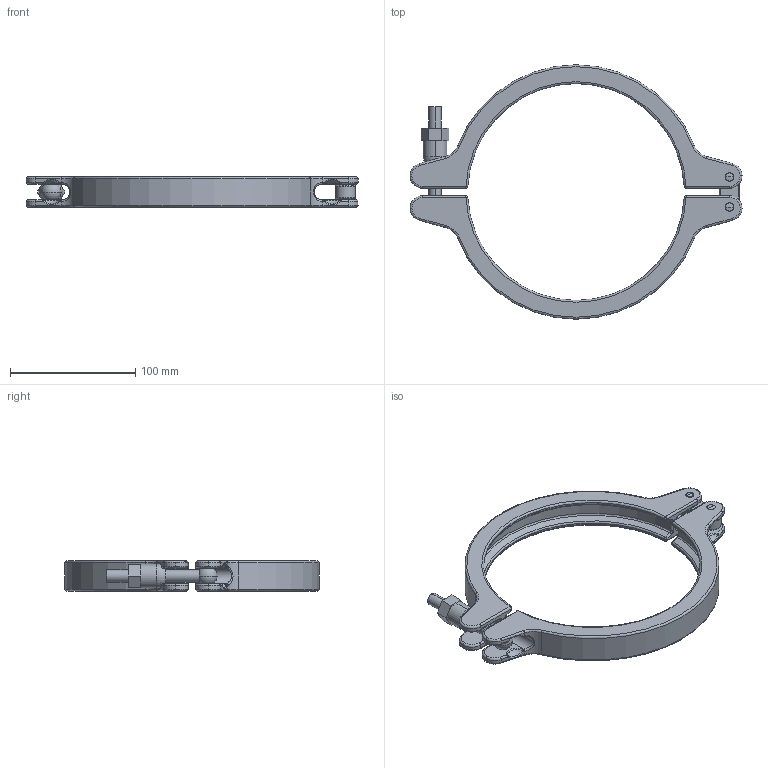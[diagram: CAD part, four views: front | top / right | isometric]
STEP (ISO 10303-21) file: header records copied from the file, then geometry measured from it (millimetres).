
FILE_DESCRIPTION (( 'STEP AP214' ), '1' );
FILE_NAME ('CL.SAFX.0658 BLOCK.STEP', '2020-02-26T10:44:29', ( '' ), ( '' ), 'SwSTEP 2.0', 'SolidWorks 2019', '' );
FILE_SCHEMA (( 'AUTOMOTIVE_DESIGN' ));
Length unit declared in the file: millimetre
Products named in the file (1): CL.SAFX.0658 BLOCK
Bounding box: 265 x 203 x 25.3 mm (x, y, z)
Volume: 202246 mm3; surface area: 69596.2 mm2
Topology: 3 solids, 3 shells, 363 faces, 843 edges, 466 vertices
Faces by surface type: cylinder 112, torus 92, bspline 68, plane 53, sphere 34, cone 4
Entity records: 12572 total; most frequent: CARTESIAN_POINT 4661, DIRECTION 1738, ORIENTED_EDGE 1624, EDGE_CURVE 812, AXIS2_PLACEMENT_3D 766, CIRCLE 470, VERTEX_POINT 465, EDGE_LOOP 383
